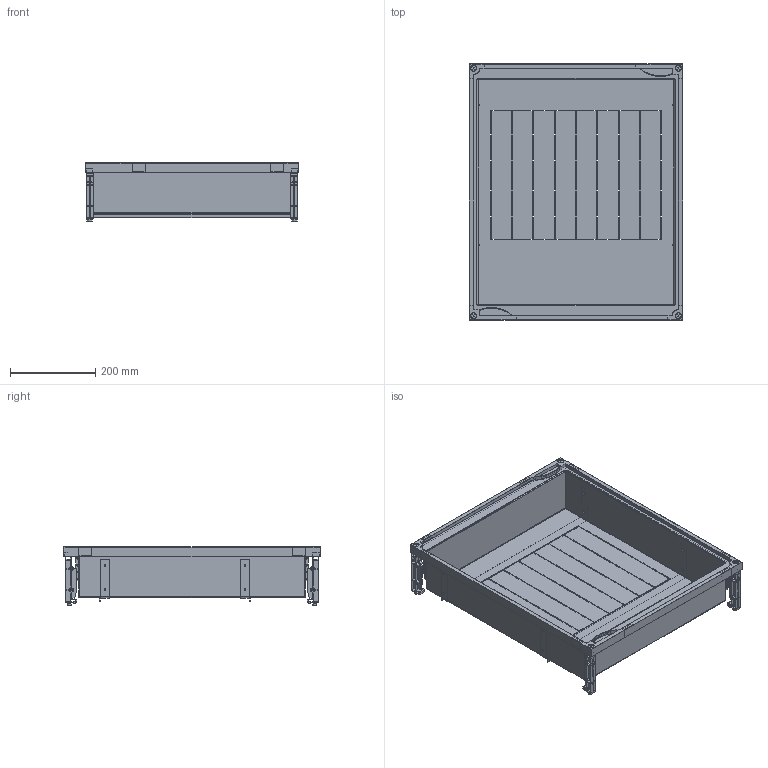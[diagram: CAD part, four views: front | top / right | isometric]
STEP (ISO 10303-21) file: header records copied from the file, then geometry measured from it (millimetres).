
FILE_DESCRIPTION(('STEP AP214'),'1');
FILE_NAME('cctmp_CB0A783F-5CB5-4BFE-971D-DDB7073210DA_2024_11_20_13_29_09_0663..stp','2024-11-20T12:29:11',('SIEMENS A&D'),('CADClick - www.CADClick.com'),'Spatial InterOp 3D',' ','unknown authorization');
FILE_SCHEMA(('AUTOMOTIVE_DESIGN'));
Length unit declared in the file: millimetre
Products named in the file (28): cc_unnamed; 2024_11_20_13_29_09_0597; 2024_11_20_13_29_09_0562; 2024_11_20_13_29_09_0521; 2024_11_20_13_29_09_0481; 2024_11_20_13_29_09_0440; 2024_11_20_13_29_09_0359; 2024_11_20_13_29_09_0316; 2024_11_20_13_29_09_0285; 2024_11_20_13_29_09_0254; 2024_11_20_13_29_09_0217; 2024_11_20_13_29_09_0136; 2024_11_20_13_29_09_0096; 2024_11_20_13_29_09_0055; 2024_11_20_13_29_09_0015; 2024_11_20_13_29_08_0973; 2024_11_20_13_29_08_0895; 2024_11_20_13_29_08_0863; 2024_11_20_13_29_08_0832; 2024_11_20_13_29_08_0792; 2024_11_20_13_29_08_0711; 2024_11_20_13_29_08_0670; 2024_11_20_13_29_08_0629; 2024_11_20_13_29_08_0589; 2024_11_20_13_29_08_0550; 2024_11_20_13_29_08_0520; 2024_11_20_13_29_08_0488; 2024_11_20_13_29_08_0447
Assembly tree (27 placements, depth 2):
  cc_unnamed
    2024_11_20_13_29_09_0597
    2024_11_20_13_29_09_0562
    2024_11_20_13_29_09_0521
    2024_11_20_13_29_09_0481
    2024_11_20_13_29_09_0440
    2024_11_20_13_29_09_0359
    2024_11_20_13_29_09_0316
    2024_11_20_13_29_09_0285
    2024_11_20_13_29_09_0254
    2024_11_20_13_29_09_0217
    2024_11_20_13_29_09_0136
    2024_11_20_13_29_09_0096
    2024_11_20_13_29_09_0055
    2024_11_20_13_29_09_0015
    2024_11_20_13_29_08_0973
    2024_11_20_13_29_08_0895
    2024_11_20_13_29_08_0863
    2024_11_20_13_29_08_0832
    2024_11_20_13_29_08_0792
    2024_11_20_13_29_08_0711
    2024_11_20_13_29_08_0670
    2024_11_20_13_29_08_0629
    2024_11_20_13_29_08_0589
    2024_11_20_13_29_08_0550
    2024_11_20_13_29_08_0520
    2024_11_20_13_29_08_0488
    2024_11_20_13_29_08_0447
Bounding box: 500 x 600 x 137.23 mm (x, y, z)
Volume: 1408203.7 mm3; surface area: 1357170.6 mm2
Topology: 27 solids, 27 shells, 1964 faces, 5470 edges, 3564 vertices
Faces by surface type: plane 1408, cylinder 440, sphere 48, cone 40, torus 28
Entity records: 80131 total; most frequent: CARTESIAN_POINT 12010, ORIENTED_EDGE 10844, DIRECTION 10522, EDGE_CURVE 5422, LINE 4154, VECTOR 4154, VERTEX_POINT 3564, AXIS2_PLACEMENT_3D 3184
